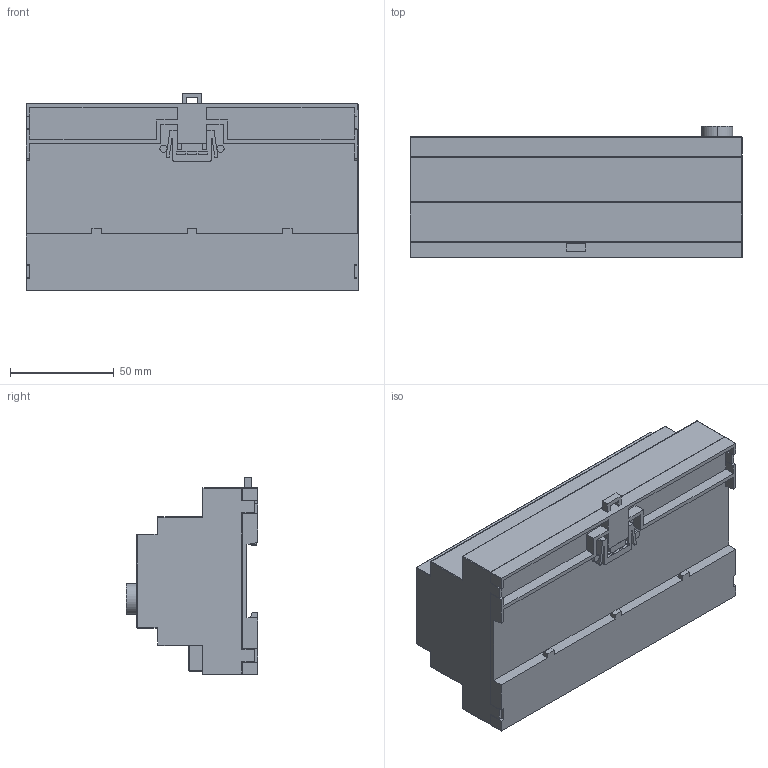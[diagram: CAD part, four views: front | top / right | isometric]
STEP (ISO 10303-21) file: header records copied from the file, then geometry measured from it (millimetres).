
FILE_DESCRIPTION (( 'STEP AP214' ), '1' );
FILE_NAME ('304028.STEP', '2020-09-25T10:48:22', ( '' ), ( '' ), 'SwSTEP 2.0', 'SolidWorks 2018', '' );
FILE_SCHEMA (( 'AUTOMOTIVE_DESIGN' ));
Length unit declared in the file: millimetre
Products named in the file (1): 304028
Bounding box: 160 x 63.2 x 95 mm (x, y, z)
Volume: 607790.4 mm3; surface area: 65754.5 mm2
Topology: 1 solids, 1 shells, 580 faces, 1505 edges, 954 vertices
Faces by surface type: plane 395, cylinder 105, bspline 80
Entity records: 21003 total; most frequent: CARTESIAN_POINT 7230, ORIENTED_EDGE 2974, DIRECTION 2589, EDGE_CURVE 1487, LINE 1147, VECTOR 1147, VERTEX_POINT 954, AXIS2_PLACEMENT_3D 721
